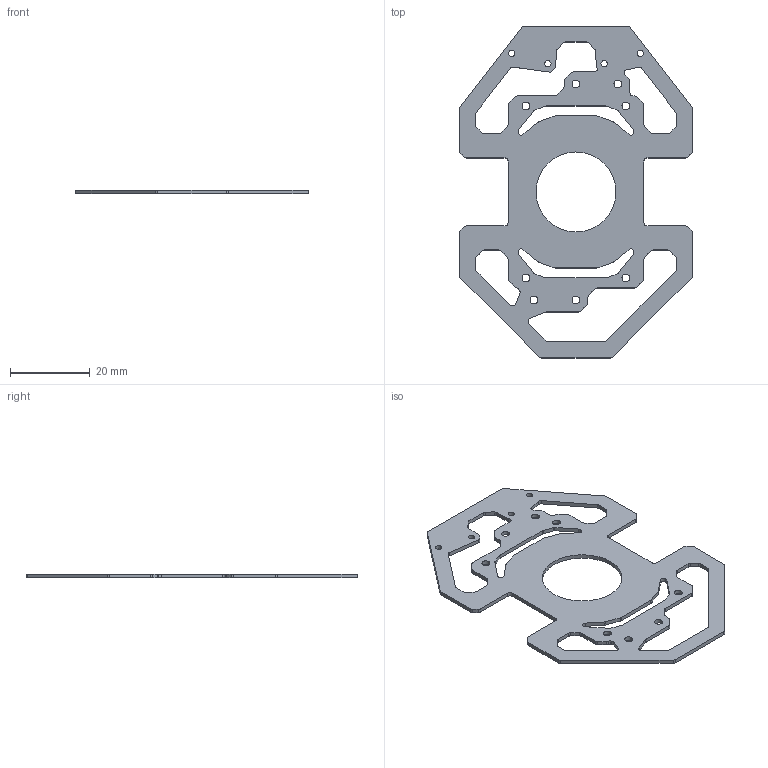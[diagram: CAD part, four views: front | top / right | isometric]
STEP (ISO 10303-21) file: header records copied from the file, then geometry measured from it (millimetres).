
FILE_DESCRIPTION(/* description */ (''),/* implementation_level */ '2;1');
FILE_NAME(/* name */ 'chassis.stp',/* time_stamp */ '2025-02-08T20:06:56+09:00',/* author */ ('IshiiLabHonda'),/* organization */ (''),/* preprocessor_version */ 'ST-DEVELOPER v19.2',/* originating_system */ 'Autodesk Inventor 2023',/* authorisation */ '');
FILE_SCHEMA (('AUTOMOTIVE_DESIGN { 1 0 10303 214 3 1 1 }'));
Length unit declared in the file: millimetre
Products named in the file (1): chassis
Bounding box: 58.5 x 83 x 1 mm (x, y, z)
Volume: 2431.3 mm3; surface area: 5692.1 mm2
Topology: 1 solids, 1 shells, 217 faces, 749 edges, 649 vertices
Faces by surface type: cylinder 115, plane 102
Full cylindrical faces by diameter (mm): 1.6 x4, 2 x8, 20 x1
Entity records: 7965 total; most frequent: CARTESIAN_POINT 1512, DIRECTION 1345, ORIENTED_EDGE 1290, EDGE_CURVE 645, AXIS2_PLACEMENT_3D 465, VERTEX_POINT 430, LINE 415, VECTOR 415
